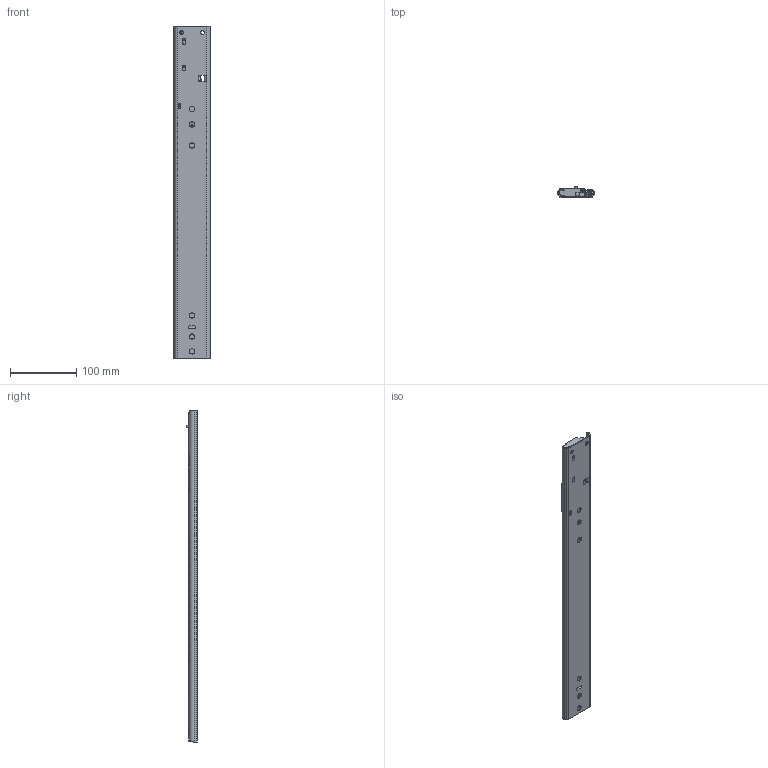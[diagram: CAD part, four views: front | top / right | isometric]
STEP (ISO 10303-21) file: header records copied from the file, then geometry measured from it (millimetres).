
FILE_DESCRIPTION(/* description */ (''),/* implementation_level */ '2;1');
FILE_NAME(/* name */ '103-R95-03-in.stp',/* time_stamp */ '2017-03-21T12:04:08+01:00',/* author */ ('stagece1'),/* organization */ (''),/* preprocessor_version */ 'ST-DEVELOPER v15.6',/* originating_system */ 'Autodesk Inventor 2015',/* authorisation */ '');
FILE_SCHEMA (('AUTOMOTIVE_DESIGN { 1 0 10303 214 3 1 1 }'));
Products named in the file (15): E000017298; E000017299; E000017310; E000017295; E000017307; E000017306; E000017301; E000017309; E000017302; E000017304; E000017305; E000017303; E000017308; Softclose_website; 103-R95-03-in
Assembly tree (72 placements, depth 3):
  103-R95-03-in
    E000017298
    E000017310
      E000017299
    E000017306
      E000017295
      E000017307  x32
    E000017309
      E000017301
    E000017305
      E000017302
      E000017304  x28
    E000017308
      E000017303
    Softclose_website
Bounding box: 55.3 x 16 x 500 mm (x, y, z)
Volume: 159186.8 mm3; surface area: 222417.9 mm2
Topology: 68 solids, 68 shells, 2343 faces, 6513 edges, 4314 vertices
Faces by surface type: cylinder 1037, plane 919, sphere 188, torus 95, bspline 57, cone 47
Full cylindrical faces by diameter (mm): 1.5 x1, 2.5 x1, 2.8 x1, 3.8 x1, 4 x2, 4.5 x1, 4.76 x28, 5 x1, 5.56 x32, 5.9 x1, 6 x2, 8 x4, 10.4 x2, 12 x2
Entity records: 77662 total; most frequent: CARTESIAN_POINT 18186, DIRECTION 12808, ORIENTED_EDGE 12032, EDGE_CURVE 6016, AXIS2_PLACEMENT_3D 4562, VERTEX_POINT 3784, LINE 3684, VECTOR 3684
